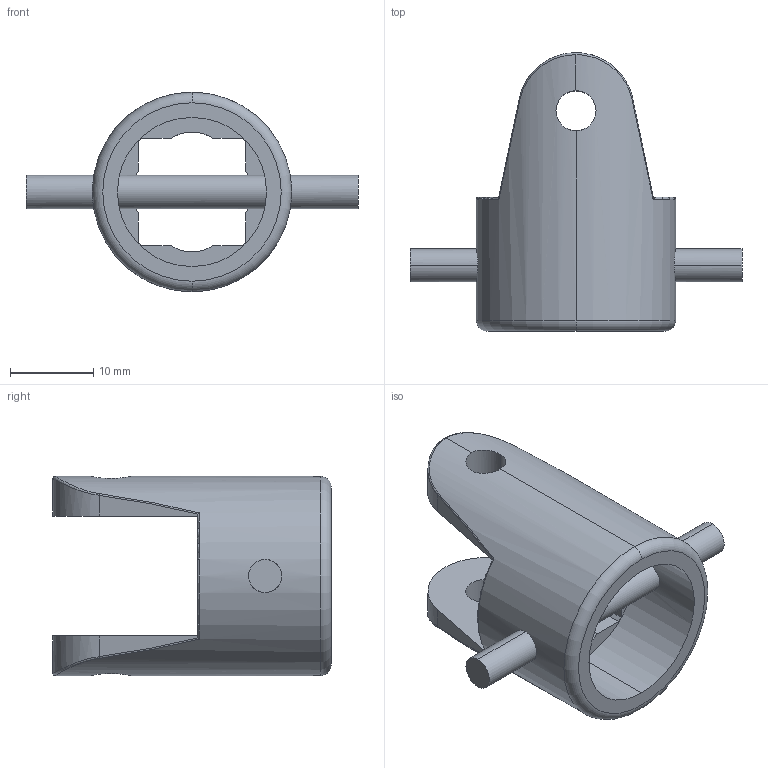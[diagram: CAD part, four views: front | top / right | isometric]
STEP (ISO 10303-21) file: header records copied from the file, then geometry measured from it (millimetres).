
FILE_DESCRIPTION (( 'STEP AP203' ), '1' );
FILE_NAME ('base_Default_sldprt.STEP', '2023-10-26T06:03:33', ( '' ), ( '' ), 'SwSTEP 2.0', 'SolidWorks 2023', '' );
FILE_SCHEMA (( 'CONFIG_CONTROL_DESIGN' ));
Length unit declared in the file: millimetre
Products named in the file (1): base_Default_sldprt
Bounding box: 40 x 33.53 x 24 mm (x, y, z)
Volume: 5830.3 mm3; surface area: 4201.9 mm2
Topology: 1 solids, 1 shells, 55 faces, 150 edges, 97 vertices
Faces by surface type: plane 24, cylinder 21, bspline 6, torus 4
Entity records: 2488 total; most frequent: CARTESIAN_POINT 1083, ORIENTED_EDGE 300, DIRECTION 247, EDGE_CURVE 150, VERTEX_POINT 97, AXIS2_PLACEMENT_3D 89, LINE 69, VECTOR 69
